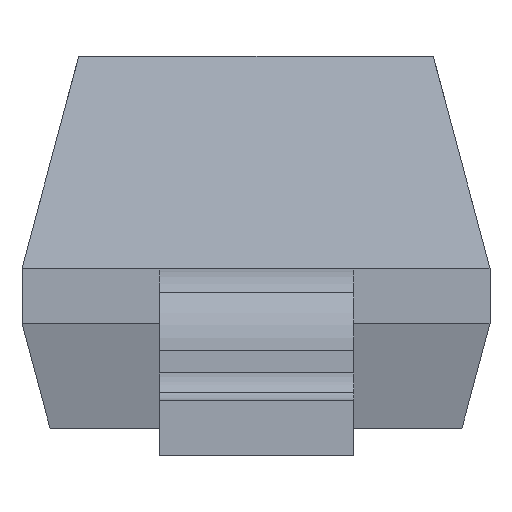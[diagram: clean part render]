
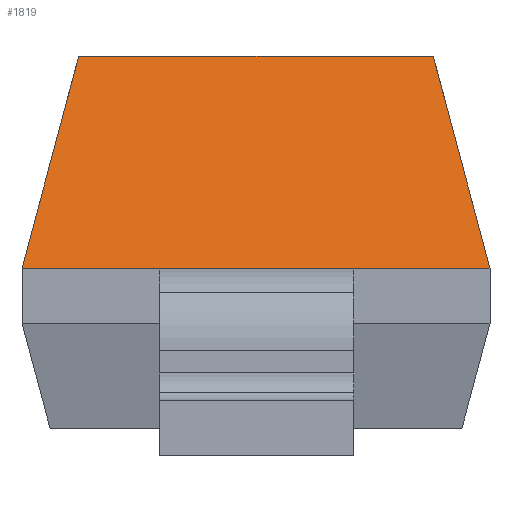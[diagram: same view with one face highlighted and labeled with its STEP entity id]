
A CAD part, left-side view. The second image highlights one B-rep face of the part: STEP entity #1819.
In plain terms, the highlighted planar face has unit normal (-0.966, 0, 0.259).
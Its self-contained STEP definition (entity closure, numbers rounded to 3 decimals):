
#1409=CARTESIAN_POINT('',(-1.219,-0.644,1.45));
#1410=VERTEX_POINT('',#1409);
#1417=CARTESIAN_POINT('',(-1.425,-0.85,0.68));
#1418=VERTEX_POINT('',#1417);
#1419=CARTESIAN_POINT('',(-1.219,-0.644,1.45));
#1420=DIRECTION('',(-0.251,-0.251,-0.935));
#1421=VECTOR('',#1420,0.823);
#1422=LINE('',#1419,#1421);
#1423=EDGE_CURVE('',#1410,#1418,#1422,.T.);
#1535=CARTESIAN_POINT('',(-1.425,0.85,0.68));
#1536=VERTEX_POINT('',#1535);
#1543=CARTESIAN_POINT('',(-1.219,0.644,1.45));
#1544=VERTEX_POINT('',#1543);
#1545=CARTESIAN_POINT('',(-1.219,0.644,1.45));
#1546=DIRECTION('',(-0.251,0.251,-0.935));
#1547=VECTOR('',#1546,0.823);
#1548=LINE('',#1545,#1547);
#1549=EDGE_CURVE('',#1544,#1536,#1548,.T.);
#1718=CARTESIAN_POINT('',(-1.219,0.644,1.45));
#1719=DIRECTION('',(0.0,-1.0,0.0));
#1720=VECTOR('',#1719,1.287);
#1721=LINE('',#1718,#1720);
#1722=EDGE_CURVE('',#1544,#1410,#1721,.T.);
#1796=CARTESIAN_POINT('',(-1.425,-0.85,0.68));
#1797=DIRECTION('',(0.0,1.0,0.0));
#1798=VECTOR('',#1797,1.7);
#1799=LINE('',#1796,#1798);
#1800=EDGE_CURVE('',#1418,#1536,#1799,.T.);
#1808=CARTESIAN_POINT('',(-1.259,0.99,1.3));
#1809=DIRECTION('',(-0.966,0.,0.259));
#1810=DIRECTION('',(0.0,-1.0,0.0));
#1811=AXIS2_PLACEMENT_3D('',#1808,#1809,#1810);
#1812=PLANE('',#1811);
#1813=ORIENTED_EDGE('',*,*,#1800,.F.);
#1814=ORIENTED_EDGE('',*,*,#1423,.F.);
#1815=ORIENTED_EDGE('',*,*,#1722,.F.);
#1816=ORIENTED_EDGE('',*,*,#1549,.T.);
#1817=EDGE_LOOP('',(#1813,#1814,#1815,#1816));
#1818=FACE_OUTER_BOUND('',#1817,.T.);
#1819=ADVANCED_FACE('',(#1818),#1812,.T.);
